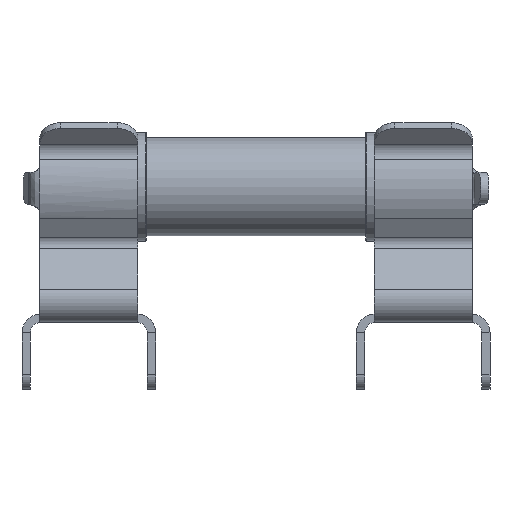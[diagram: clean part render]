
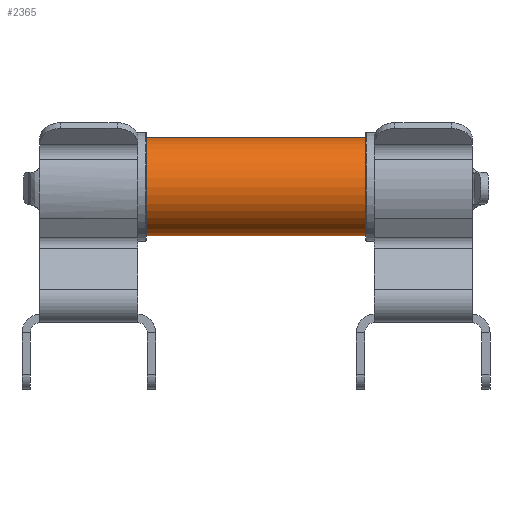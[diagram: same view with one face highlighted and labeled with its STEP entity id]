
A CAD part, front view. The second image highlights one B-rep face of the part: STEP entity #2365.
In plain terms, the highlighted cylindrical face has radius 2.35 mm (diameter 4.7 mm), a full revolution.
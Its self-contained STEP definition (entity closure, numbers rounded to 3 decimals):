
#2365=ADVANCED_FACE('',(#4448,#4450),#4452,.T.);
#4448=FACE_OUTER_BOUND('',#4449,.T.);
#4449=EDGE_LOOP('',(#5515));
#4450=FACE_OUTER_BOUND('',#4451,.T.);
#4451=EDGE_LOOP('',(#5516));
#4452=CYLINDRICAL_SURFACE('',#4453,2.35);
#4453=AXIS2_PLACEMENT_3D('',#4454,#4455,#4456);
#4454=CARTESIAN_POINT('',(9.55,0.,0.));
#4455=DIRECTION('',(-1.,0.,0.));
#4456=DIRECTION('',(0.,0.,-1.));
#5515=ORIENTED_EDGE('',*,*,#6045,.T.);
#5516=ORIENTED_EDGE('',*,*,#6046,.F.);
#6045=EDGE_CURVE('',#6839,#6839,#6840,.T.);
#6046=EDGE_CURVE('',#6841,#6841,#6842,.T.);
#6839=VERTEX_POINT('',#8975);
#6840=CIRCLE('',#8976,2.35);
#6841=VERTEX_POINT('',#8980);
#6842=CIRCLE('',#8981,2.35);
#8975=CARTESIAN_POINT('',(9.55,0.,-2.35));
#8976=AXIS2_PLACEMENT_3D('',#8977,#8978,#8979);
#8977=CARTESIAN_POINT('',(9.55,0.,0.));
#8978=DIRECTION('',(-1.,0.,0.));
#8979=DIRECTION('',(0.,0.,-1.));
#8980=CARTESIAN_POINT('',(-9.55,0.,-2.35));
#8981=AXIS2_PLACEMENT_3D('',#8982,#8983,#8984);
#8982=CARTESIAN_POINT('',(-9.55,0.,0.));
#8983=DIRECTION('',(-1.,0.,0.));
#8984=DIRECTION('',(0.,0.,-1.));
